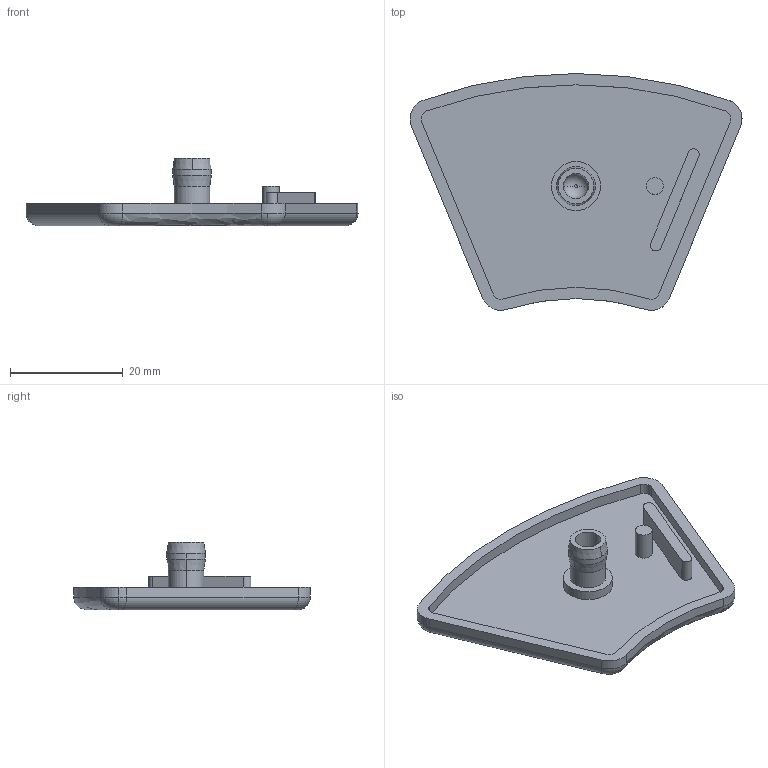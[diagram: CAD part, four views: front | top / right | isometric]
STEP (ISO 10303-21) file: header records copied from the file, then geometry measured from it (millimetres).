
FILE_DESCRIPTION (( 'STEP AP214' ), '1' );
FILE_NAME ('SZ0027S Profile Cap R40-80 45.STEP', '2021-10-21T12:05:33', ( '' ), ( '' ), 'SwSTEP 2.0', 'SolidWorks 2021', '' );
FILE_SCHEMA (( 'AUTOMOTIVE_DESIGN' ));
Length unit declared in the file: millimetre
Products named in the file (1): SZ0027S Profile Cap R40-80 45
Bounding box: 59.02 x 42.1 x 12 mm (x, y, z)
Volume: 4665.7 mm3; surface area: 5097.4 mm2
Topology: 1 solids, 1 shells, 58 faces, 135 edges, 85 vertices
Faces by surface type: cylinder 29, plane 14, torus 9, cone 4, bspline 2
Entity records: 1852 total; most frequent: CARTESIAN_POINT 448, DIRECTION 317, ORIENTED_EDGE 270, EDGE_CURVE 135, AXIS2_PLACEMENT_3D 133, VERTEX_POINT 85, CIRCLE 76, EDGE_LOOP 64
